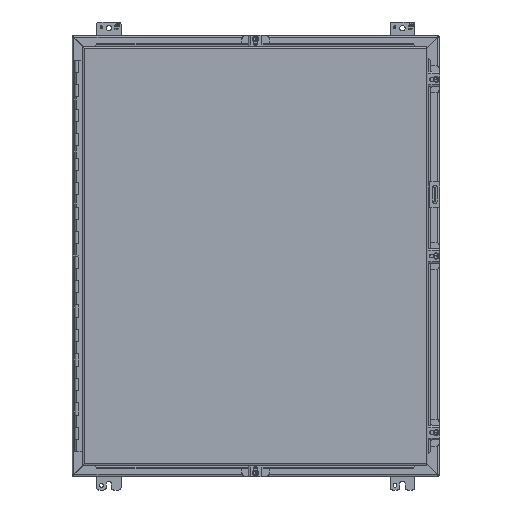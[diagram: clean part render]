
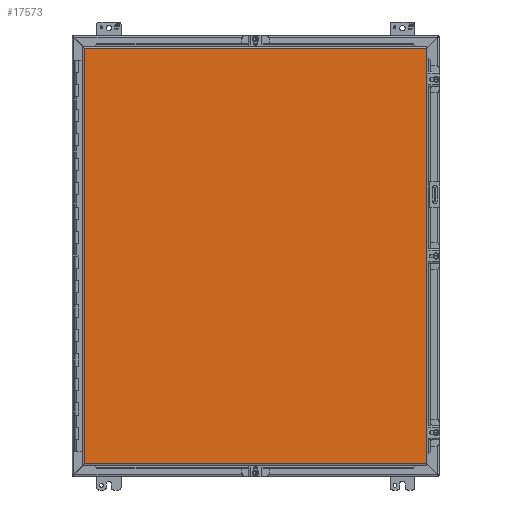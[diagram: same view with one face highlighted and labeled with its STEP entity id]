
A CAD part, front view. The second image highlights one B-rep face of the part: STEP entity #17573.
In plain terms, the highlighted planar face has unit normal (0, -1, 0).
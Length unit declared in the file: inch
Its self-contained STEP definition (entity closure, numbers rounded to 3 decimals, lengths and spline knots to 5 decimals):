
#3093 = LINE ( 'NONE', #22764, #40355 ) ;
#3836 = VERTEX_POINT ( 'NONE', #52044 ) ;
#5036 = VERTEX_POINT ( 'NONE', #6099 ) ;
#6099 = CARTESIAN_POINT ( 'NONE',  ( 13.955, -9.21, 16.9945 ) ) ;
#8353 = DIRECTION ( 'NONE',  ( 0., -1., 0. ) ) ;
#8630 = CARTESIAN_POINT ( 'NONE',  ( -14.017, -9.21, -16.9945 ) ) ;
#8925 = EDGE_CURVE ( 'NONE', #23969, #24403, #3093, .T. ) ;
#9406 = CARTESIAN_POINT ( 'NONE',  ( -14.017, -9.21, -16.9945 ) ) ;
#9895 = EDGE_CURVE ( 'NONE', #24403, #5036, #54922, .T. ) ;
#10074 = CARTESIAN_POINT ( 'NONE',  ( 13.955, -9.21, -16.9945 ) ) ;
#14061 = DIRECTION ( 'NONE',  ( 1., 0., 0. ) ) ;
#15258 = DIRECTION ( 'NONE',  ( 0., 0., 1. ) ) ;
#16760 = CARTESIAN_POINT ( 'NONE',  ( -14.017, -9.21, -16.9945 ) ) ;
#17573 = ADVANCED_FACE ( 'NONE', ( #43948 ), #39026, .T. ) ;
#19169 = CARTESIAN_POINT ( 'NONE',  ( 13.955, -9.21, -16.9945 ) ) ;
#20623 = ORIENTED_EDGE ( 'NONE', *, *, #8925, .T. ) ;
#20986 = ORIENTED_EDGE ( 'NONE', *, *, #51530, .T. ) ;
#21395 = DIRECTION ( 'NONE',  ( 0., 0., -1. ) ) ;
#21778 = DIRECTION ( 'NONE',  ( -1., 0., 0. ) ) ;
#22764 = CARTESIAN_POINT ( 'NONE',  ( -14.017, -9.21, -16.9945 ) ) ;
#22861 = VECTOR ( 'NONE', #15258, 39.37008 ) ;
#23969 = VERTEX_POINT ( 'NONE', #9406 ) ;
#24403 = VERTEX_POINT ( 'NONE', #19169 ) ;
#25862 = LINE ( 'NONE', #38856, #32822 ) ;
#32822 = VECTOR ( 'NONE', #21778, 39.37008 ) ;
#35263 = LINE ( 'NONE', #16760, #52871 ) ;
#38856 = CARTESIAN_POINT ( 'NONE',  ( -14.017, -9.21, 16.9945 ) ) ;
#39026 = PLANE ( 'NONE',  #57197 ) ;
#40191 = EDGE_LOOP ( 'NONE', ( #41782, #56128, #20986, #20623 ) ) ;
#40355 = VECTOR ( 'NONE', #14061, 39.37008 ) ;
#41782 = ORIENTED_EDGE ( 'NONE', *, *, #9895, .T. ) ;
#43948 = FACE_OUTER_BOUND ( 'NONE', #40191, .T. ) ;
#47405 = EDGE_CURVE ( 'NONE', #5036, #3836, #25862, .T. ) ;
#48577 = DIRECTION ( 'NONE',  ( 0., 0., -1. ) ) ;
#51530 = EDGE_CURVE ( 'NONE', #3836, #23969, #35263, .T. ) ;
#52044 = CARTESIAN_POINT ( 'NONE',  ( -14.017, -9.21, 16.9945 ) ) ;
#52871 = VECTOR ( 'NONE', #21395, 39.37008 ) ;
#54922 = LINE ( 'NONE', #10074, #22861 ) ;
#56128 = ORIENTED_EDGE ( 'NONE', *, *, #47405, .T. ) ;
#57197 = AXIS2_PLACEMENT_3D ( 'NONE', #8630, #8353, #48577 ) ;
